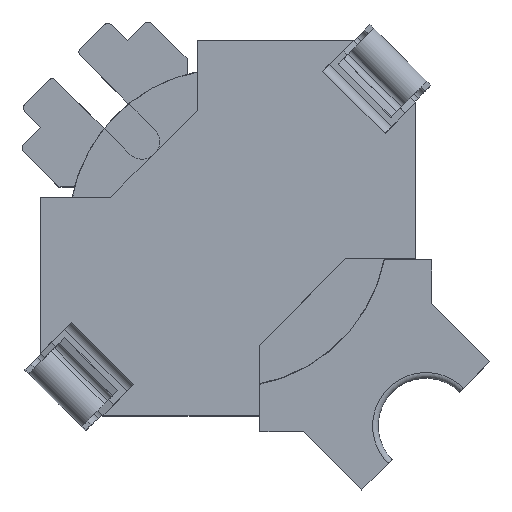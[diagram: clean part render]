
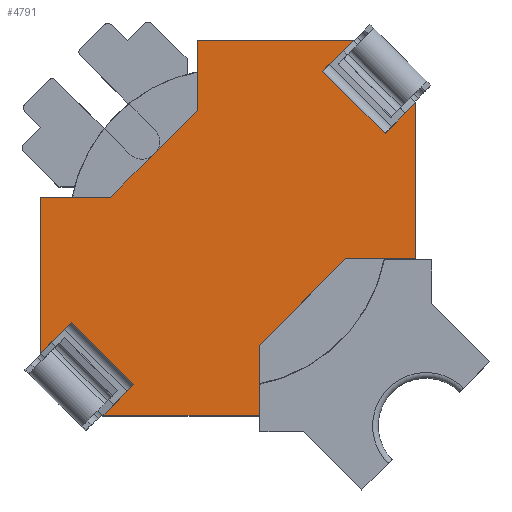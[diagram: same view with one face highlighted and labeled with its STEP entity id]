
A CAD part, top view. The second image highlights one B-rep face of the part: STEP entity #4791.
In plain terms, the highlighted face is planar.
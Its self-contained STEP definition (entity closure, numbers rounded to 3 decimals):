
#1476=ORIENTED_EDGE('',*,*,#2190,.F.);
#1477=ORIENTED_EDGE('',*,*,#2186,.T.);
#1478=ORIENTED_EDGE('',*,*,#2243,.T.);
#1479=ORIENTED_EDGE('',*,*,#2227,.T.);
#1480=ORIENTED_EDGE('',*,*,#2224,.T.);
#1481=ORIENTED_EDGE('',*,*,#2238,.T.);
#1482=ORIENTED_EDGE('',*,*,#2255,.T.);
#1483=ORIENTED_EDGE('',*,*,#2196,.T.);
#1484=ORIENTED_EDGE('',*,*,#2203,.T.);
#1485=ORIENTED_EDGE('',*,*,#2191,.F.);
#1486=ORIENTED_EDGE('',*,*,#2251,.T.);
#1487=ORIENTED_EDGE('',*,*,#2216,.T.);
#1488=ORIENTED_EDGE('',*,*,#2206,.T.);
#1489=ORIENTED_EDGE('',*,*,#2213,.T.);
#1490=ORIENTED_EDGE('',*,*,#2247,.T.);
#1491=ORIENTED_EDGE('',*,*,#2180,.F.);
#2180=EDGE_CURVE('',#2687,#2688,#3201,.T.);
#2186=EDGE_CURVE('',#2692,#2691,#3206,.T.);
#2190=EDGE_CURVE('',#2692,#2687,#3210,.T.);
#2191=EDGE_CURVE('',#2693,#2694,#3211,.T.);
#2196=EDGE_CURVE('',#2697,#2698,#3215,.T.);
#2203=EDGE_CURVE('',#2698,#2694,#3221,.T.);
#2206=EDGE_CURVE('',#2704,#2703,#3224,.T.);
#2213=EDGE_CURVE('',#2703,#2710,#3231,.T.);
#2216=EDGE_CURVE('',#2712,#2704,#3234,.T.);
#2224=EDGE_CURVE('',#2720,#2719,#3242,.T.);
#2227=EDGE_CURVE('',#2722,#2720,#3245,.T.);
#2238=EDGE_CURVE('',#2719,#2732,#3256,.T.);
#2243=EDGE_CURVE('',#2691,#2722,#3261,.T.);
#2247=EDGE_CURVE('',#2710,#2688,#3265,.T.);
#2251=EDGE_CURVE('',#2693,#2712,#3269,.T.);
#2255=EDGE_CURVE('',#2732,#2697,#3273,.T.);
#2687=VERTEX_POINT('',#7703);
#2688=VERTEX_POINT('',#7705);
#2691=VERTEX_POINT('',#7714);
#2692=VERTEX_POINT('',#7716);
#2693=VERTEX_POINT('',#7726);
#2694=VERTEX_POINT('',#7727);
#2697=VERTEX_POINT('',#7736);
#2698=VERTEX_POINT('',#7737);
#2703=VERTEX_POINT('',#7755);
#2704=VERTEX_POINT('',#7757);
#2710=VERTEX_POINT('',#7770);
#2712=VERTEX_POINT('',#7777);
#2719=VERTEX_POINT('',#7792);
#2720=VERTEX_POINT('',#7794);
#2722=VERTEX_POINT('',#7800);
#2732=VERTEX_POINT('',#7821);
#3201=LINE('',#7704,#3749);
#3206=LINE('',#7715,#3754);
#3210=LINE('',#7722,#3758);
#3211=LINE('',#7725,#3759);
#3215=LINE('',#7735,#3763);
#3221=LINE('',#7749,#3769);
#3224=LINE('',#7756,#3772);
#3231=LINE('',#7771,#3779);
#3234=LINE('',#7776,#3782);
#3242=LINE('',#7793,#3790);
#3245=LINE('',#7799,#3793);
#3256=LINE('',#7822,#3804);
#3261=LINE('',#7830,#3809);
#3265=LINE('',#7837,#3813);
#3269=LINE('',#7844,#3817);
#3273=LINE('',#7851,#3821);
#3749=VECTOR('',#6311,1000.);
#3754=VECTOR('',#6320,1000.);
#3758=VECTOR('',#6328,1000.);
#3759=VECTOR('',#6333,1000.);
#3763=VECTOR('',#6341,1000.);
#3769=VECTOR('',#6355,1000.);
#3772=VECTOR('',#6360,1000.);
#3779=VECTOR('',#6369,1000.);
#3782=VECTOR('',#6374,1000.);
#3790=VECTOR('',#6384,1000.);
#3793=VECTOR('',#6389,1000.);
#3804=VECTOR('',#6402,1000.);
#3809=VECTOR('',#6409,1000.);
#3813=VECTOR('',#6415,1000.);
#3817=VECTOR('',#6421,1000.);
#3821=VECTOR('',#6427,1000.);
#4103=EDGE_LOOP('',(#1476,#1477,#1478,#1479,#1480,#1481,#1482,#1483,#1484,
#1485,#1486,#1487,#1488,#1489,#1490,#1491));
#4365=FACE_BOUND('',#4103,.T.);
#4549=PLANE('',#5197);
#4791=ADVANCED_FACE('',(#4365),#4549,.T.);
#5197=AXIS2_PLACEMENT_3D('',#7877,#6461,#6462);
#6311=DIRECTION('',(0.707,0.,-0.707));
#6320=DIRECTION('',(0.707,0.,-0.707));
#6328=DIRECTION('',(0.707,0.,0.707));
#6333=DIRECTION('',(0.707,0.,-0.707));
#6341=DIRECTION('',(0.707,0.,-0.707));
#6355=DIRECTION('',(0.707,0.,0.707));
#6360=DIRECTION('',(0.707,0.,-0.707));
#6369=DIRECTION('',(1.,0.,0.));
#6374=DIRECTION('',(0.,0.,-1.));
#6384=DIRECTION('',(-0.707,0.,0.707));
#6389=DIRECTION('',(0.,0.,1.));
#6402=DIRECTION('',(-1.,0.,0.));
#6409=DIRECTION('',(-1.,0.,0.));
#6415=DIRECTION('',(0.,0.,-1.));
#6421=DIRECTION('',(1.,0.,0.));
#6427=DIRECTION('',(0.,0.,1.));
#6461=DIRECTION('',(0.,1.,0.));
#6462=DIRECTION('',(0.707,0.,-0.707));
#7703=CARTESIAN_POINT('',(8.254,16.841,-4.93));
#7704=CARTESIAN_POINT('',(9.873,16.841,-6.55));
#7705=CARTESIAN_POINT('',(9.873,16.841,-6.55));
#7714=CARTESIAN_POINT('',(6.607,16.841,-9.816));
#7715=CARTESIAN_POINT('',(6.607,16.841,-9.816));
#7716=CARTESIAN_POINT('',(4.987,16.841,-8.197));
#7722=CARTESIAN_POINT('',(4.987,16.841,-8.197));
#7725=CARTESIAN_POINT('',(-6.546,16.841,9.869));
#7726=CARTESIAN_POINT('',(-6.546,16.841,9.869));
#7727=CARTESIAN_POINT('',(-4.926,16.841,8.25));
#7735=CARTESIAN_POINT('',(-9.812,16.841,6.603));
#7736=CARTESIAN_POINT('',(-9.812,16.841,6.603));
#7737=CARTESIAN_POINT('',(-8.193,16.841,4.983));
#7749=CARTESIAN_POINT('',(-8.193,16.841,4.983));
#7755=CARTESIAN_POINT('',(6.196,16.841,1.639));
#7756=CARTESIAN_POINT('',(1.643,16.841,6.192));
#7757=CARTESIAN_POINT('',(1.643,16.841,6.192));
#7770=CARTESIAN_POINT('',(9.873,16.841,1.639));
#7771=CARTESIAN_POINT('',(9.873,16.841,1.639));
#7776=CARTESIAN_POINT('',(1.643,16.841,9.869));
#7777=CARTESIAN_POINT('',(1.643,16.841,9.869));
#7792=CARTESIAN_POINT('',(-6.136,16.841,-1.586));
#7793=CARTESIAN_POINT('',(-6.136,16.841,-1.586));
#7794=CARTESIAN_POINT('',(-1.582,16.841,-6.139));
#7799=CARTESIAN_POINT('',(-1.582,16.841,-9.816));
#7800=CARTESIAN_POINT('',(-1.582,16.841,-9.816));
#7821=CARTESIAN_POINT('',(-9.812,16.841,-1.586));
#7822=CARTESIAN_POINT('',(-9.812,16.841,-1.586));
#7830=CARTESIAN_POINT('',(6.607,16.841,-9.816));
#7837=CARTESIAN_POINT('',(9.873,16.841,-6.55));
#7844=CARTESIAN_POINT('',(-6.546,16.841,9.869));
#7851=CARTESIAN_POINT('',(-9.812,16.841,6.603));
#7877=CARTESIAN_POINT('',(-2.451,16.841,13.964));
